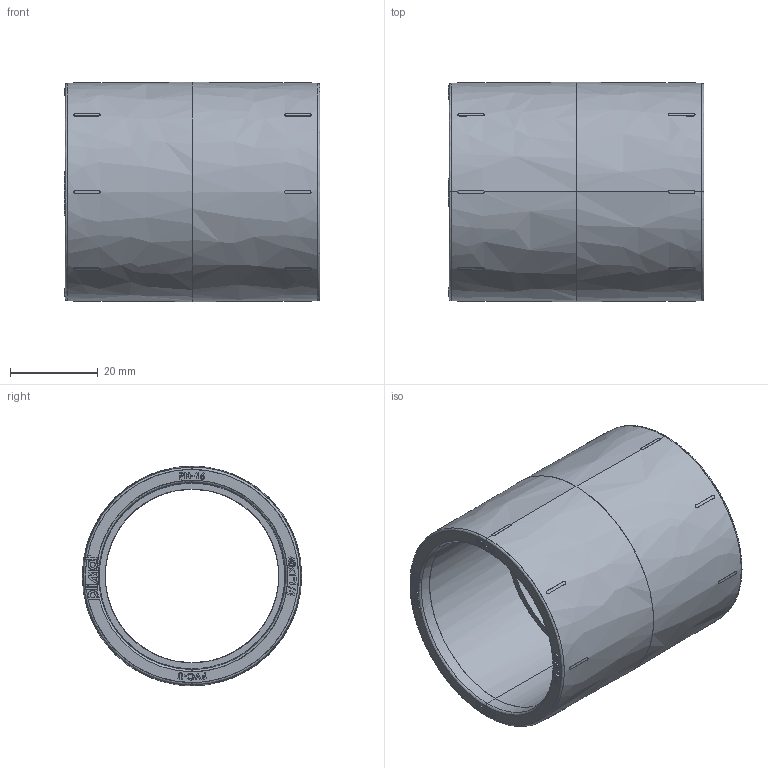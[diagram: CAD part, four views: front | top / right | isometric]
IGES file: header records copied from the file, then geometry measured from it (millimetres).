
Start section: SolidWorks IGES file using NURBS representation for surfaces
Global section: file name: 01091005008.IGS; native system: SolidWorks 2019; preprocessor: SolidWorks 2019; author: Fabio; date: 190710.134840; units: millimetre
Bounding box: 58.2 x 50 x 50 mm (x, y, z)
Surface area: 17854.3 mm2 (no closed solid volume)
Topology: 0 solids, 0 shells, 396 faces, 3775 edges, 3775 vertices
Faces by surface type: bspline 396
